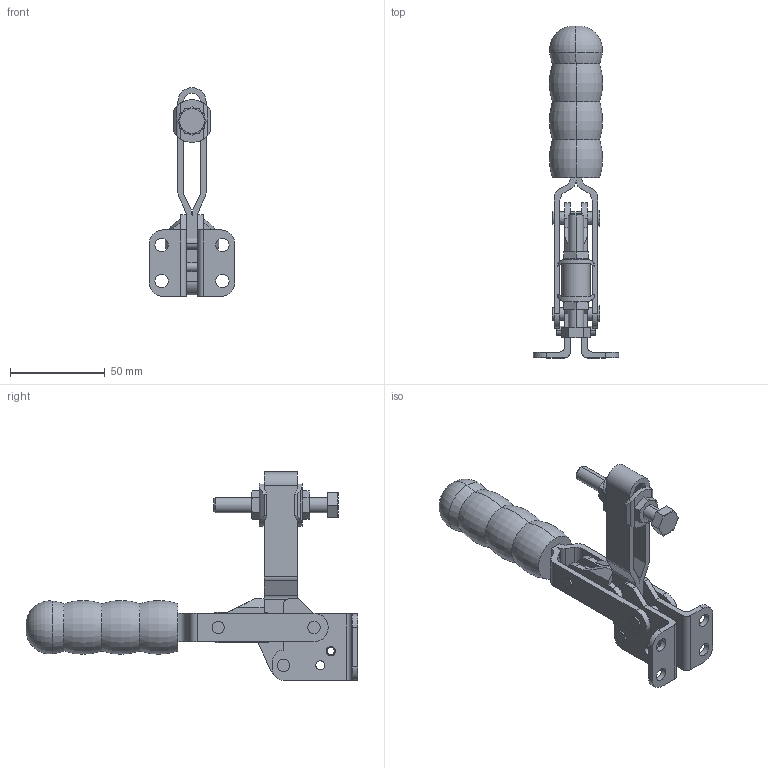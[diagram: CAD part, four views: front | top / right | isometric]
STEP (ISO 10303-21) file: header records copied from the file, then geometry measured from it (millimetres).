
FILE_DESCRIPTION( ( '' ), '1' );
FILE_NAME( 'K0058.0250NGESCHLOSSEN_12.stp', '2012-10-29T15:35:52', ( '' ), ( '' ), ' ', ' ', ' ' );
FILE_SCHEMA( ( 'CONFIG_CONTROL_DESIGN' ) );
Length unit declared in the file: millimetre
Products named in the file (10): 1; 2; 3; 4; 5; 6; 7; 8; 9; 10
Bounding box: 45 x 175 x 110 mm (x, y, z)
Volume: 87651.2 mm3; surface area: 40454.7 mm2
Topology: 10 solids, 10 shells, 297 faces, 735 edges, 474 vertices
Faces by surface type: plane 128, cylinder 115, cone 44, torus 10
Entity records: 9371 total; most frequent: CARTESIAN_POINT 1708, DIRECTION 1591, ORIENTED_EDGE 1470, EDGE_CURVE 735, AXIS2_PLACEMENT_3D 617, VERTEX_POINT 474, LINE 357, VECTOR 357
